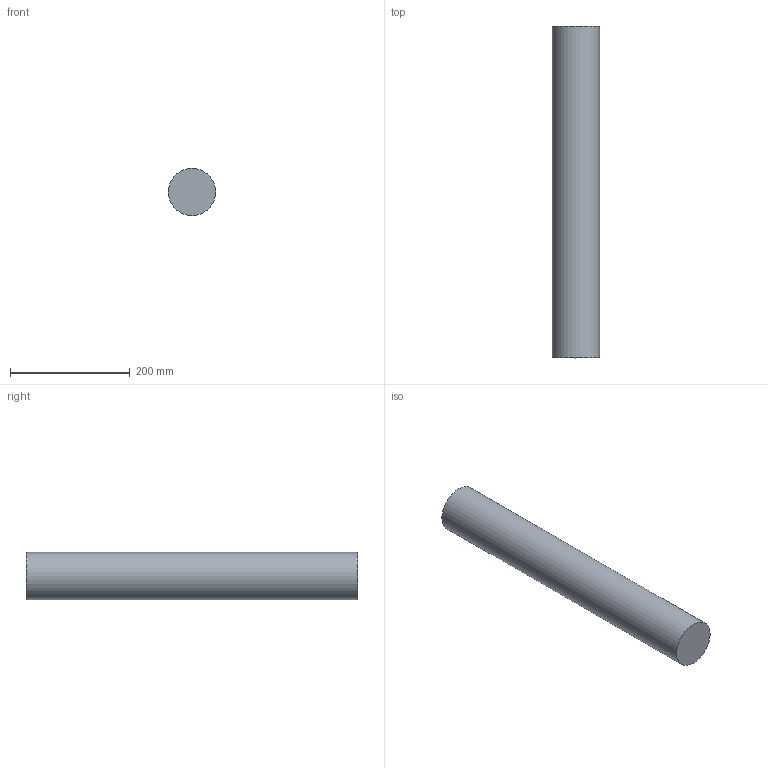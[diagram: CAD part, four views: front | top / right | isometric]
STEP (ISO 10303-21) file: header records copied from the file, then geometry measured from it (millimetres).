
FILE_DESCRIPTION( ( '' ), ' ' );
FILE_NAME( '5836a6ed52526810fcad8738.step', '2016-11-24T08:38:05', ( '' ), ( '' ), ' ', ' ', ' ' );
FILE_SCHEMA( ( 'AUTOMOTIVE_DESIGN { 1 0 10303 214 1 1 1 1 }' ) );
Length unit declared in the file: metre
Products named in the file (1): Pin_swingTower_boom
Bounding box: 79.2 x 554.4 x 79.2 mm (x, y, z)
Volume: 2731262.7 mm3; surface area: 147795.6 mm2
Topology: 1 solids, 1 shells, 3 faces, 3 edges, 2 vertices
Faces by surface type: plane 2, cylinder 1
Full cylindrical faces by diameter (mm): 79.2 x1
Entity records: 94 total; most frequent: DIRECTION 12, CARTESIAN_POINT 8, AXIS2_PLACEMENT_3D 6, FACE_OUTER_BOUND 4, EDGE_LOOP 4, ORIENTED_EDGE 4, STYLED_ITEM 3, PRESENTATION_STYLE_ASSIGNMENT 3
